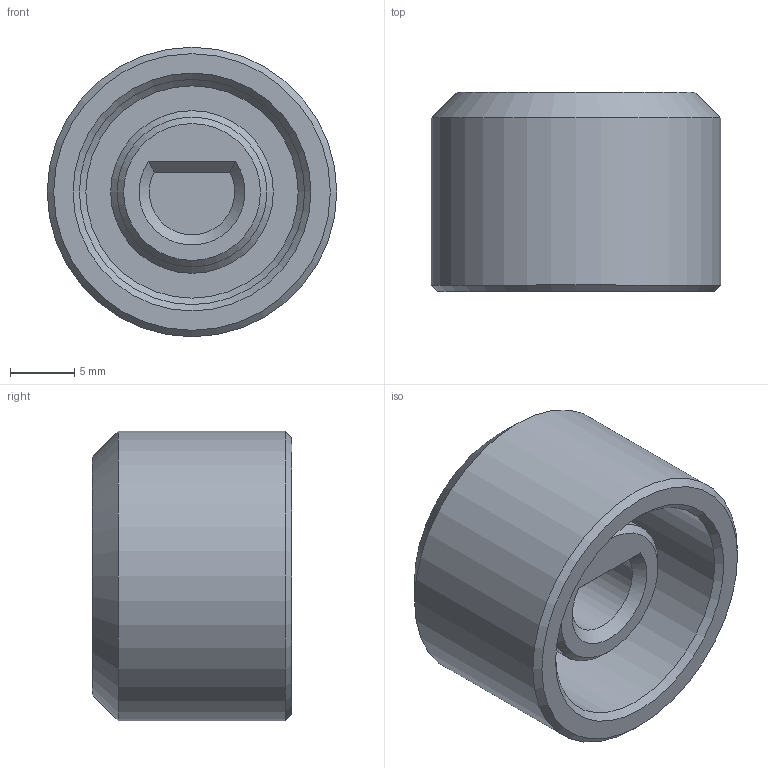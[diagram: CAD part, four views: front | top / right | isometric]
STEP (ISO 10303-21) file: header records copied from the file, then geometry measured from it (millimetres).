
FILE_DESCRIPTION(/* description */ (''),/* implementation_level */ '2;1');
FILE_NAME(/* name */ 'RotEncKnob.step',/* time_stamp */ '2020-09-28T20:56:18+02:00',/* author */ (''),/* organization */ (''),/* preprocessor_version */ 'ST-DEVELOPER v18.1',/* originating_system */ 'Autodesk Translation Framework v9.3.0.1241',/* authorisation */ '');
FILE_SCHEMA (('AUTOMOTIVE_DESIGN { 1 0 10303 214 3 1 1 }'));
Length unit declared in the file: millimetre
Products named in the file (1): Fusion-Komponente
Bounding box: 22.5 x 15.5 x 22.5 mm (x, y, z)
Volume: 3654.2 mm3; surface area: 2977.6 mm2
Topology: 1 solids, 1 shells, 18 faces, 32 edges, 19 vertices
Faces by surface type: cone 7, plane 7, cylinder 4
Full cylindrical faces by diameter (mm): 11.64 x1, 17.5 x1, 22.5 x1
Entity records: 471 total; most frequent: DIRECTION 84, CARTESIAN_POINT 76, ORIENTED_EDGE 64, AXIS2_PLACEMENT_3D 35, EDGE_CURVE 32, EDGE_LOOP 21, VERTEX_POINT 19, FACE_OUTER_BOUND 18
